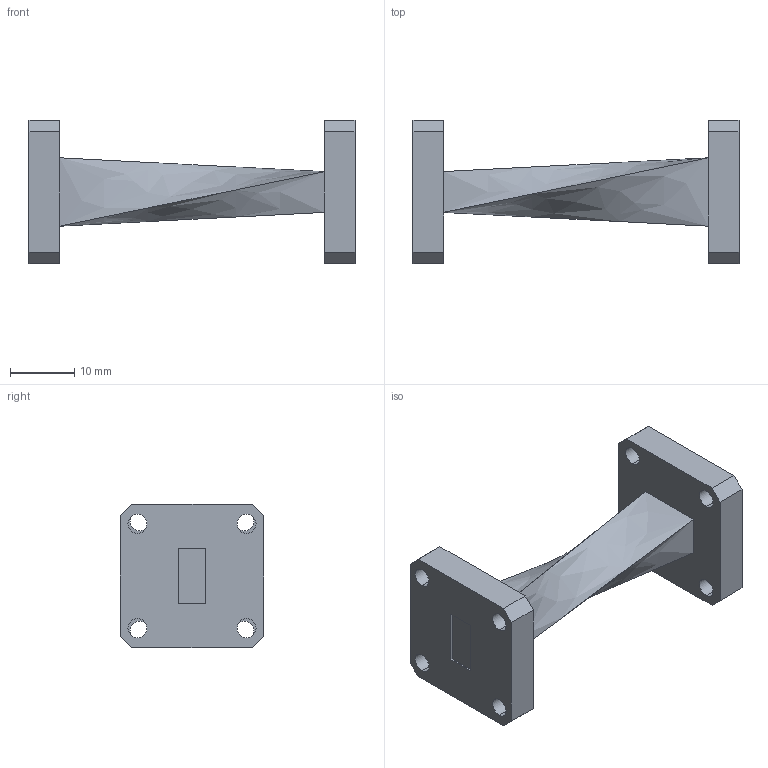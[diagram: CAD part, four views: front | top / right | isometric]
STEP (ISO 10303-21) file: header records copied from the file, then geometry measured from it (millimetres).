
FILE_DESCRIPTION (( 'STEP AP203' ), '1' );
FILE_NAME ('SWB-34090-TB.STEP', '2018-10-17T17:40:09', ( '' ), ( '' ), 'SwSTEP 2.0', 'SolidWorks 2016', '' );
FILE_SCHEMA (( 'CONFIG_CONTROL_DESIGN' ));
Length unit declared in the file: inch
Products named in the file (1): SWB-34090-TB
Bounding box: 50.8 x 22.35 x 22.35 mm (x, y, z)
Volume: 6337.3 mm3; surface area: 4200.3 mm2
Topology: 2 solids, 2 shells, 51 faces, 132 edges, 88 vertices
Faces by surface type: plane 31, cylinder 16, bspline 4
Entity records: 1699 total; most frequent: CARTESIAN_POINT 316, ORIENTED_EDGE 264, DIRECTION 260, EDGE_CURVE 132, LINE 100, VECTOR 100, VERTEX_POINT 88, AXIS2_PLACEMENT_3D 80
